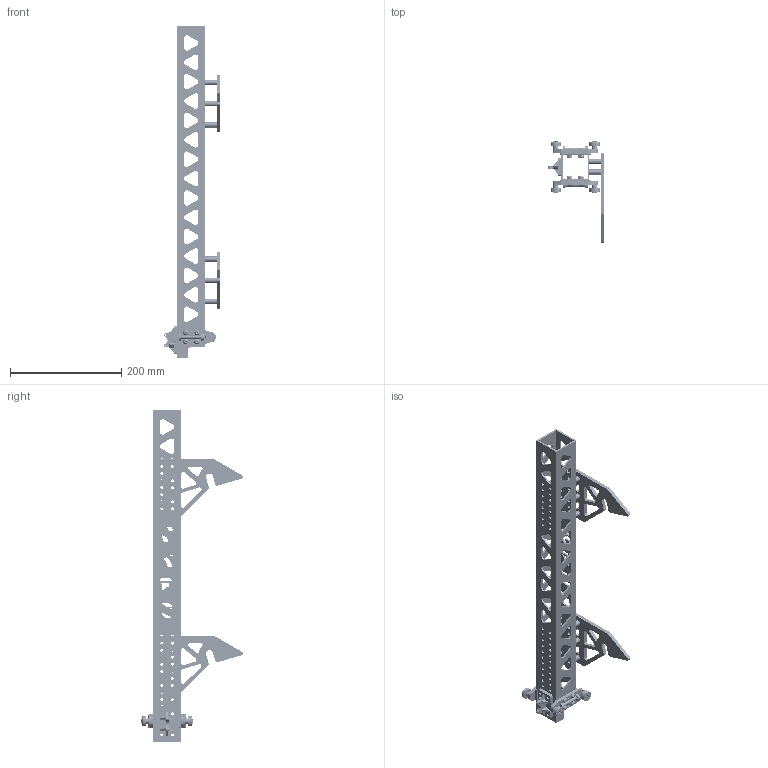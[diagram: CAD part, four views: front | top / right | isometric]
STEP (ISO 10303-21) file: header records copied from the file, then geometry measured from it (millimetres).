
FILE_DESCRIPTION(/* description */ ('STEP AP242','CAx-IF Rec.Pracs.---Representation and Presentation of Product Manufacturing Information (PMI)---4.0---2014-10-13','CAx-IF Rec.Pracs.---3D Tessellated Geometry---0.4---2014-09-14','2;1'),/* implementation_level */ '2;1');
FILE_NAME(/* name */ '65d6cf71a86820263524286d',/* time_stamp */ '2024-02-22T04:37:06Z',/* author */ (''),/* organization */ (''),/* preprocessor_version */ 'ST-DEVELOPER v19.4',/* originating_system */ ' ',/* authorisation */ ' ');
FILE_SCHEMA (('AP242_MANAGED_MODEL_BASED_3D_ENGINEERING_MIM_LF { 1 0 10303 442 1 1 4 }'));
Length unit declared in the file: metre
Products named in the file (34): Terry T. Rex; Climb Elevator <2>; Left Climber Bar <1>; Climb Hook Spacer Attachment; Part 1; Climb Hook; Climb Sliding Tube Right; Sliding Elevator Bearing Block Kit (7) <1>; TTB-0027_.50OD_.25ID_.188WD; Bearing Block Shoulder Bolt - SLIDE-004; 10-32 Locknut 2623; TTB-0038_75OD_25ID_28WD; Slide Block Spacer; Sliding Bearing Block Plate - SLIDE-001; .25diameter_1.75inSteelDowel_SLIDE-002; .625 Long 10-32 Button Head Screw 13116; Sliding Elevator Bearing Block Kit (7) <2>
Assembly tree (128 placements, depth 5):
  Terry T. Rex
    Climb Elevator <2>
      Left Climber Bar <1>
        Climb Hook Spacer Attachment  x12
        Part 1
        Climb Hook  x2
        Climb Sliding Tube Right
        Sliding Elevator Bearing Block Kit (7) <1>
          TTB-0027_.50OD_.25ID_.188WD  x2
          TTB-0027_.50OD_.25ID_.188WD  x2
          TTB-0027_.50OD_.25ID_.188WD  x2
          Bearing Block Shoulder Bolt - SLIDE-004  x2
          10-32 Locknut 2623  x4
          TTB-0027_.50OD_.25ID_.188WD  x2
          10-32 Locknut 2623  x4
          TTB-0027_.50OD_.25ID_.188WD  x2
          TTB-0027_.50OD_.25ID_.188WD  x2
          TTB-0027_.50OD_.25ID_.188WD  x2
          TTB-0038_75OD_25ID_28WD  x2
          Slide Block Spacer  x2
          TTB-0027_.50OD_.25ID_.188WD  x2
          TTB-0027_.50OD_.25ID_.188WD  x2
          TTB-0027_.50OD_.25ID_.188WD  x2
          TTB-0038_75OD_25ID_28WD  x2
          TTB-0027_.50OD_.25ID_.188WD  x2
          TTB-0027_.50OD_.25ID_.188WD  x2
          TTB-0027_.50OD_.25ID_.188WD  x2
          Sliding Bearing Block Plate - SLIDE-001
          .25diameter_1.75inSteelDowel_SLIDE-002
          .625 Long 10-32 Button Head Screw 13116  x4
          TTB-0027_.50OD_.25ID_.188WD  x2
          TTB-0027_.50OD_.25ID_.188WD  x2
          TTB-0027_.50OD_.25ID_.188WD  x2
        Sliding Elevator Bearing Block Kit (7) <2>
          TTB-0027_.50OD_.25ID_.188WD  x2
          .25diameter_1.75inSteelDowel_SLIDE-002
          TTB-0027_.50OD_.25ID_.188WD  x2
          TTB-0027_.50OD_.25ID_.188WD  x2
          10-32 Locknut 2623  x4
          Sliding Bearing Block Plate - SLIDE-001
          TTB-0027_.50OD_.25ID_.188WD  x2
          TTB-0027_.50OD_.25ID_.188WD  x2
          .625 Long 10-32 Button Head Screw 13116  x4
          TTB-0027_.50OD_.25ID_.188WD  x2
          TTB-0027_.50OD_.25ID_.188WD  x2
          TTB-0027_.50OD_.25ID_.188WD  x2
          TTB-0027_.50OD_.25ID_.188WD  x2
          TTB-0027_.50OD_.25ID_.188WD  x2
          TTB-0027_.50OD_.25ID_.188WD  x2
          Slide Block Spacer  x2
          10-32 Locknut 2623  x4
          TTB-0038_75OD_25ID_28WD  x2
          TTB-0027_.50OD_.25ID_.188WD  x2
          Bearing Block Shoulder Bolt - SLIDE-004  x2
          TTB-0038_75OD_25ID_28WD  x2
          TTB-0027_.50OD_.25ID_.188WD  x2
          TTB-0027_.50OD_.25ID_.188WD  x2
          TTB-0027_.50OD_.25ID_.188WD  x2
          TTB-0027_.50OD_.25ID_.188WD  x2
Bounding box: 101.39 x 183.4 x 596.9 mm (x, y, z)
Volume: 446387.1 mm3; surface area: 298441.7 mm2
Topology: 124 solids, 128 shells, 3074 faces, 8509 edges, 5642 vertices
Faces by surface type: plane 1875, cylinder 707, cone 356, sphere 60, torus 52, bspline 24
Full cylindrical faces by diameter (mm): 2.381 x2, 2.921 x2, 3.378 x4, 3.988 x4, 4.091 x8, 4.178 x40, 4.826 x40, 4.978 x8, 5.08 x94, 5.156 x8, 5.159 x12, 5.816 x8, 6.096 x2, 6.35 x14, 6.747 x4, 8.827 x16, 9.169 x8, 9.525 x20, 10.223 x16, 11.653 x16, 12.7 x4, 13.747 x16, 19.05 x4
Entity records: 41204 total; most frequent: CARTESIAN_POINT 10832, DIRECTION 6231, ORIENTED_EDGE 5764, EDGE_CURVE 2882, AXIS2_PLACEMENT_3D 2251, VERTEX_POINT 2040, LINE 1729, VECTOR 1729
